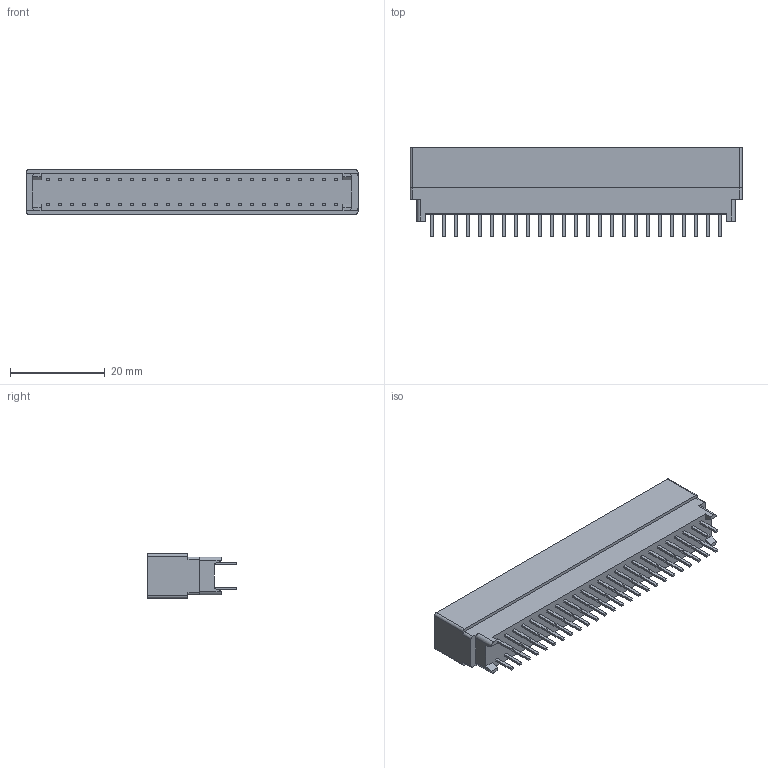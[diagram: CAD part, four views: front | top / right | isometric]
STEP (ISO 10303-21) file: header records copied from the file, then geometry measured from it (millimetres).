
FILE_DESCRIPTION (( 'STEP AP214' ), '1' );
FILE_NAME ('10046971-019LF--3DModel-STEP-533217.step', '2023-03-23T13:24:54', ( '' ), ( '' ), 'SwSTEP 2.0', 'SolidWorks 2021', '' );
FILE_SCHEMA (( 'AUTOMOTIVE_DESIGN' ));
Length unit declared in the file: millimetre
Products named in the file (1): 10046971-019LF--3DModel-STEP-533217
Bounding box: 70.1 x 18.66 x 9.35 mm (x, y, z)
Volume: 7713.3 mm3; surface area: 4977.8 mm2
Topology: 1 solids, 1 shells, 305 faces, 752 edges, 500 vertices
Faces by surface type: plane 285, cylinder 20
Entity records: 8934 total; most frequent: CARTESIAN_POINT 1648, ORIENTED_EDGE 1504, DIRECTION 1376, EDGE_CURVE 752, VECTOR 708, LINE 708, VERTEX_POINT 500, EDGE_LOOP 356
